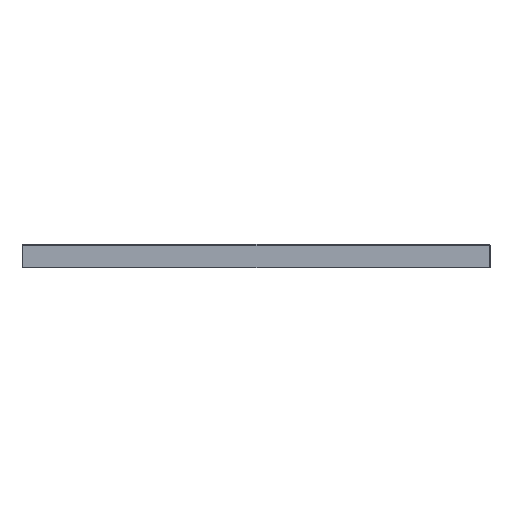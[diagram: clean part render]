
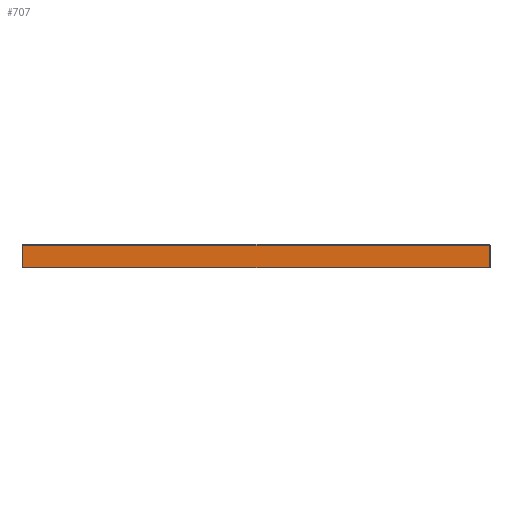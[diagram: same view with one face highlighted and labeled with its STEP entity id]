
A CAD part, left-side view. The second image highlights one B-rep face of the part: STEP entity #707.
In plain terms, the highlighted planar face has unit normal (-1, 0, 0).
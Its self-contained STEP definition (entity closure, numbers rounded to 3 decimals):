
#707=ADVANCED_FACE('',(#1179),#1062,.T.);
#1062=PLANE('',#6374);
#1179=FACE_OUTER_BOUND('',#1531,.T.);
#1531=EDGE_LOOP('',(#2353,#2354,#2355,#2356,#2357));
#2004=B_SPLINE_CURVE_WITH_KNOTS('',3,(#22691,#22692,#22693,#22694,#22695,
#22696,#22697,#22698,#22699,#22700,#22701,#22702,#22703),.UNSPECIFIED.,
 .F.,.F.,(4,3,3,3,4),(0.,0.037,0.186,0.779,
1.),.UNSPECIFIED.);
#2005=B_SPLINE_CURVE_WITH_KNOTS('',3,(#22706,#22707,#22708,#22709,#22710,
#22711,#22712,#22713,#22714,#22715,#22716,#22717,#22718,#22719,#22720,#22721,
#22722,#22723,#22724,#22725,#22726,#22727),.UNSPECIFIED.,.F.,.F.,(4,3,3,
3,3,3,3,4),(0.,0.008,0.038,0.158,
0.64,0.814,0.963,1.),.UNSPECIFIED.);
#2353=ORIENTED_EDGE('',*,*,#4786,.T.);
#2354=ORIENTED_EDGE('',*,*,#4787,.T.);
#2355=ORIENTED_EDGE('',*,*,#4788,.T.);
#2356=ORIENTED_EDGE('',*,*,#4782,.F.);
#2357=ORIENTED_EDGE('',*,*,#4789,.T.);
#4185=VERTEX_POINT('',#22682);
#4186=VERTEX_POINT('',#22684);
#4189=VERTEX_POINT('',#22704);
#4190=VERTEX_POINT('',#22705);
#4191=VERTEX_POINT('',#22728);
#4782=EDGE_CURVE('',#4185,#4186,#5607,.T.);
#4786=EDGE_CURVE('',#4189,#4190,#2004,.T.);
#4787=EDGE_CURVE('',#4190,#4191,#2005,.T.);
#4788=EDGE_CURVE('',#4191,#4186,#5609,.T.);
#4789=EDGE_CURVE('',#4185,#4189,#5610,.T.);
#5607=LINE('',#22683,#5995);
#5609=LINE('',#22729,#5997);
#5610=LINE('',#22730,#5998);
#5995=VECTOR('',#6959,1.);
#5997=VECTOR('',#6967,1.);
#5998=VECTOR('',#6968,1.);
#6374=AXIS2_PLACEMENT_3D('',#22731,#6969,#6970);
#6959=DIRECTION('',(0.,1.,0.));
#6967=DIRECTION('',(0.,0.,-1.));
#6968=DIRECTION('',(0.,0.,1.));
#6969=DIRECTION('',(-1.,0.,0.));
#6970=DIRECTION('',(0.,0.,1.));
#22682=CARTESIAN_POINT('',(-200.,-398.5,0.));
#22683=CARTESIAN_POINT('',(-200.,-400.,0.));
#22684=CARTESIAN_POINT('',(-200.,398.5,0.));
#22691=CARTESIAN_POINT('',(-200.,-398.5,38.48));
#22692=CARTESIAN_POINT('',(-200.,-393.57,38.426));
#22693=CARTESIAN_POINT('',(-200.,-388.64,38.464));
#22694=CARTESIAN_POINT('',(-200.,-383.71,38.464));
#22695=CARTESIAN_POINT('',(-200.,-363.99,38.464));
#22696=CARTESIAN_POINT('',(-200.,-344.271,38.464));
#22697=CARTESIAN_POINT('',(-200.,-324.551,38.464));
#22698=CARTESIAN_POINT('',(-200.,-245.673,38.464));
#22699=CARTESIAN_POINT('',(-200.,-166.794,38.464));
#22700=CARTESIAN_POINT('',(-200.,-87.916,38.464));
#22701=CARTESIAN_POINT('',(-200.,-58.611,38.464));
#22702=CARTESIAN_POINT('',(-200.,-29.305,38.464));
#22703=CARTESIAN_POINT('',(-200.,0.,38.464));
#22704=CARTESIAN_POINT('',(-200.,-398.5,38.48));
#22705=CARTESIAN_POINT('',(-200.,0.,38.464));
#22706=CARTESIAN_POINT('',(-200.,0.,38.464));
#22707=CARTESIAN_POINT('',(-200.,1.,38.464));
#22708=CARTESIAN_POINT('',(-200.,2.,38.464));
#22709=CARTESIAN_POINT('',(-200.,3.,38.464));
#22710=CARTESIAN_POINT('',(-200.,7.,38.464));
#22711=CARTESIAN_POINT('',(-200.,11.,38.464));
#22712=CARTESIAN_POINT('',(-200.,15.,38.464));
#22713=CARTESIAN_POINT('',(-200.,31.,38.464));
#22714=CARTESIAN_POINT('',(-200.,47.,38.464));
#22715=CARTESIAN_POINT('',(-200.,63.,38.464));
#22716=CARTESIAN_POINT('',(-200.,127.,38.464));
#22717=CARTESIAN_POINT('',(-200.,191.,38.464));
#22718=CARTESIAN_POINT('',(-200.,255.,38.464));
#22719=CARTESIAN_POINT('',(-200.,278.184,38.464));
#22720=CARTESIAN_POINT('',(-200.,301.367,38.464));
#22721=CARTESIAN_POINT('',(-200.,324.551,38.464));
#22722=CARTESIAN_POINT('',(-200.,344.271,38.464));
#22723=CARTESIAN_POINT('',(-200.,363.99,38.464));
#22724=CARTESIAN_POINT('',(-200.,383.71,38.464));
#22725=CARTESIAN_POINT('',(-200.,388.64,38.464));
#22726=CARTESIAN_POINT('',(-200.,393.57,38.426));
#22727=CARTESIAN_POINT('',(-200.,398.5,38.48));
#22728=CARTESIAN_POINT('',(-200.,398.5,38.48));
#22729=CARTESIAN_POINT('',(-200.,398.5,39.));
#22730=CARTESIAN_POINT('',(-200.,-398.5,39.));
#22731=CARTESIAN_POINT('',(-200.,-400.,39.));
